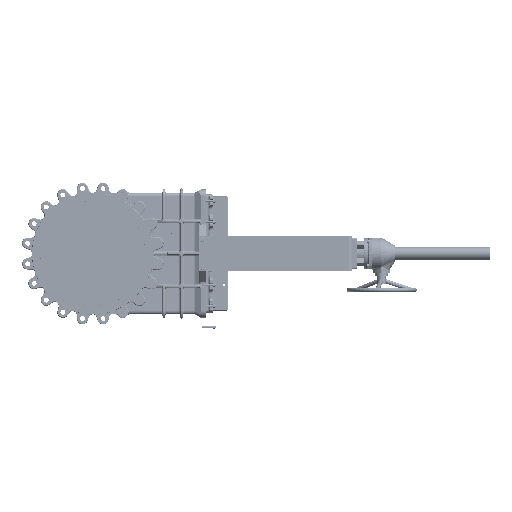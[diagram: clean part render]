
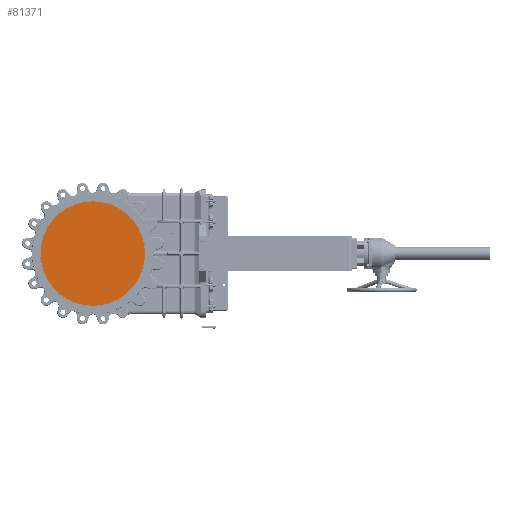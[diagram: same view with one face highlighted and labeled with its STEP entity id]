
A CAD part, top view. The second image highlights one B-rep face of the part: STEP entity #81371.
In plain terms, the highlighted planar face has unit normal (0, 0, 1).
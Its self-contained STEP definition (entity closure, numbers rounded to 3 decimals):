
#13639=PLANE('',#87485);
#23306=ORIENTED_EDGE('',*,*,#39042,.F.);
#39042=EDGE_CURVE('',#47380,#47380,#52680,.T.);
#47380=VERTEX_POINT('',#131616);
#52680=CIRCLE('',#87481,297.5);
#56494=EDGE_LOOP('',(#23306));
#61379=FACE_BOUND('',#56494,.T.);
#81371=ADVANCED_FACE('',(#61379),#13639,.T.);
#87481=AXIS2_PLACEMENT_3D('',#131615,#100086,#100087);
#87485=AXIS2_PLACEMENT_3D('',#131620,#100094,#100095);
#100086=DIRECTION('',(0.,0.,-1.));
#100087=DIRECTION('',(1.,0.,0.));
#100094=DIRECTION('',(0.,0.,1.));
#100095=DIRECTION('',(1.,0.,0.));
#131615=CARTESIAN_POINT('',(-3.24,0.,10.));
#131616=CARTESIAN_POINT('',(294.26,0.,10.));
#131620=CARTESIAN_POINT('',(-48.247,314.999,10.));
